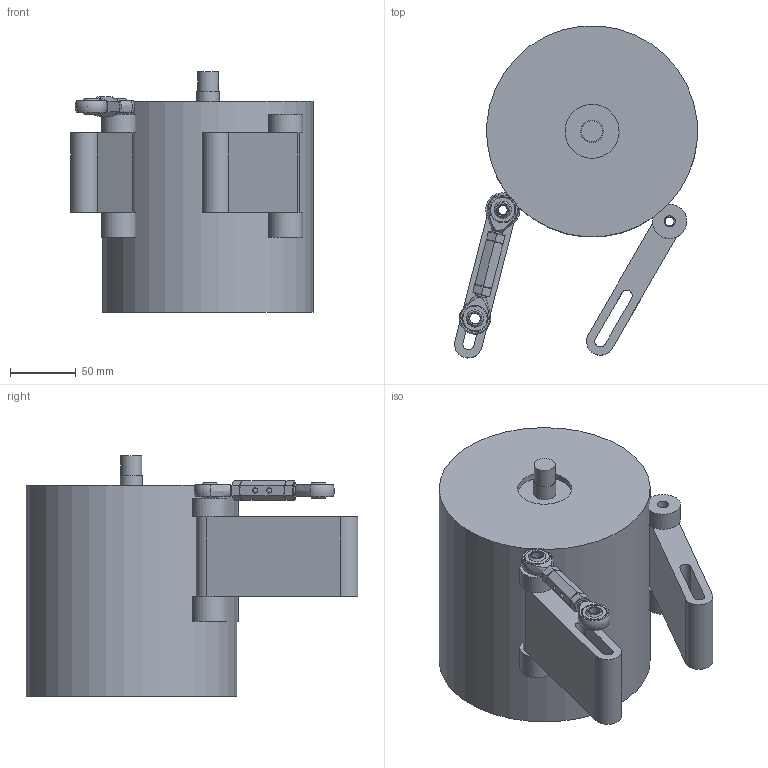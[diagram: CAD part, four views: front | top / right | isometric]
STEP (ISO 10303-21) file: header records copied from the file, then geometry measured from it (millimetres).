
FILE_DESCRIPTION(('FreeCAD Model'),'2;1');
FILE_NAME('Open CASCADE Shape Model','2022-02-12T14:22:23',('Author'),( ''),'Open CASCADE STEP processor 7.5','FreeCAD','Unknown');
FILE_SCHEMA(('AUTOMOTIVE_DESIGN { 1 0 10303 214 1 1 1 1 }'));
Length unit declared in the file: millimetre
Products named in the file (7): Guennyrator; Bosch_Alternator_0124625018; Bosch_Alternator_0124625018_; Alternator_Mount_Bracket; Alternator_Mount_Bracket_; Alternator_Tensioner; Alternator_Tensioner_
Assembly tree (7 placements, depth 3):
  Guennyrator
    Bosch_Alternator_0124625018
      Bosch_Alternator_0124625018_
    Alternator_Mount_Bracket  x2
      Alternator_Mount_Bracket_
    Alternator_Tensioner
      Alternator_Tensioner_
Bounding box: 183.95 x 251.48 x 182.5 mm (x, y, z)
Volume: 3517537.4 mm3; surface area: 199764.8 mm2
Topology: 12 solids, 12 shells, 133 faces, 277 edges, 181 vertices
Faces by surface type: plane 63, cylinder 31, cone 31, sphere 6, bspline 2
Full cylindrical faces by diameter (mm): 4 x2, 6.647 x2, 6.65 x1, 6.8 x2, 8 x4, 8.4 x2, 8.5 x2, 16 x1, 17 x1, 26 x4, 41 x1, 160 x1
Entity records: 10064 total; most frequent: CARTESIAN_POINT 4561, DIRECTION 892, ORIENTED_EDGE 496, PCURVE 496, DEFINITIONAL_REPRESENTATION 496, LINE 348, VECTOR 348, EDGE_CURVE 248
